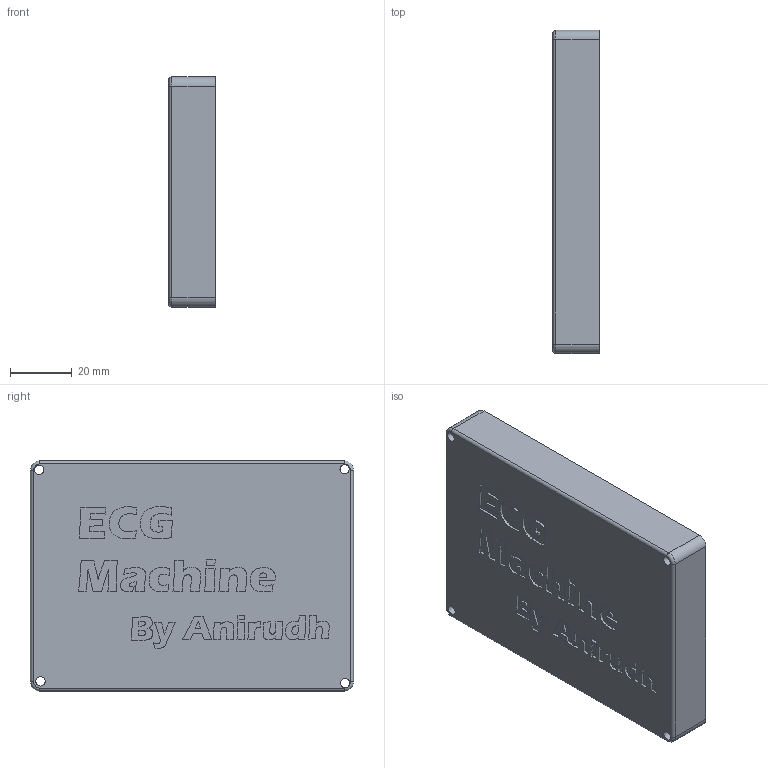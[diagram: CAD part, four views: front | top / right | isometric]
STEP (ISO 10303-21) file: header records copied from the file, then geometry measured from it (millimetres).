
FILE_DESCRIPTION(/* description */ (''),/* implementation_level */ '2;1');
FILE_NAME(/* name */ 'back_ecg.step',/* time_stamp */ '2025-07-08T22:07:43+05:30',/* author */ (''),/* organization */ (''),/* preprocessor_version */ 'ST-DEVELOPER v20.1',/* originating_system */ 'Autodesk Translation Framework v14.10.0.0',/* authorisation */ '');
FILE_SCHEMA (('AUTOMOTIVE_DESIGN { 1 0 10303 214 3 1 1 }'));
Length unit declared in the file: millimetre
Products named in the file (1): back
Bounding box: 15 x 104.43 x 74.42 mm (x, y, z)
Volume: 54504.1 mm3; surface area: 24962.2 mm2
Topology: 1 solids, 1 shells, 642 faces, 1831 edges, 1218 vertices
Faces by surface type: bspline 517, plane 109, cylinder 12, torus 4
Full cylindrical faces by diameter (mm): 3 x4
Entity records: 25698 total; most frequent: CARTESIAN_POINT 12481, ORIENTED_EDGE 3662, EDGE_CURVE 1831, VERTEX_POINT 1218, DIRECTION 1077, B_SPLINE_CURVE_WITH_KNOTS 1034, LINE 769, VECTOR 769
